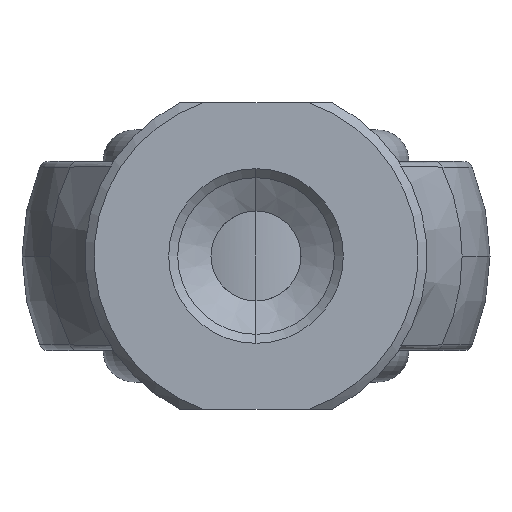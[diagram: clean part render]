
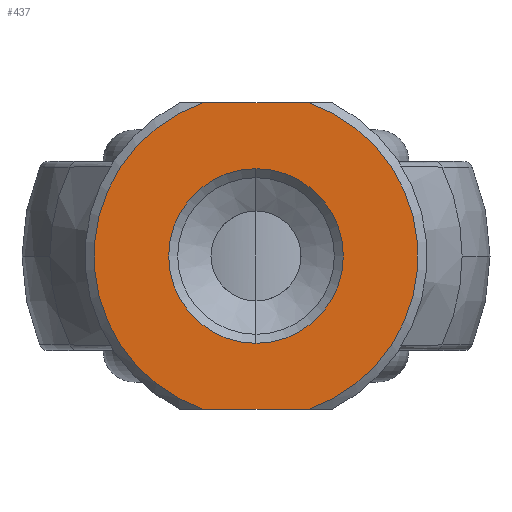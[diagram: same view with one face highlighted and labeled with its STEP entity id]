
A CAD part, left-side view. The second image highlights one B-rep face of the part: STEP entity #437.
In plain terms, the highlighted planar face has unit normal (-1, 0, 0).
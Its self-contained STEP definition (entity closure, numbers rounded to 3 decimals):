
#55 = VERTEX_POINT ( 'NONE', #136 ) ;
#65 = VERTEX_POINT ( 'NONE', #119 ) ;
#97 = VERTEX_POINT ( 'NONE', #147 ) ;
#101 = VERTEX_POINT ( 'NONE', #252 ) ;
#118 = VERTEX_POINT ( 'NONE', #223 ) ;
#119 = CARTESIAN_POINT ( 'NONE',  ( 0., 0., 4.85 ) ) ;
#136 = CARTESIAN_POINT ( 'NONE',  ( 0., 2.958, 8.5 ) ) ;
#147 = CARTESIAN_POINT ( 'NONE',  ( 0., 0., -4.85 ) ) ;
#153 = VERTEX_POINT ( 'NONE', #218 ) ;
#171 = DIRECTION ( 'NONE',  ( 0., 0., -1. ) ) ;
#175 = DIRECTION ( 'NONE',  ( 1., 0., 0. ) ) ;
#177 = PLANE ( 'NONE',  #1709 ) ;
#178 = CARTESIAN_POINT ( 'NONE',  ( 0., 4.35, 0. ) ) ;
#218 = CARTESIAN_POINT ( 'NONE',  ( 0., -2.958, -8.5 ) ) ;
#223 = CARTESIAN_POINT ( 'NONE',  ( 0., -2.958, 8.5 ) ) ;
#252 = CARTESIAN_POINT ( 'NONE',  ( 0., 2.958, -8.5 ) ) ;
#437 = ADVANCED_FACE ( 'NONE', ( #961, #960 ), #177, .F. ) ;
#597 = LINE ( 'NONE', #1579, #604 ) ;
#604 = VECTOR ( 'NONE', #1580, 1000. ) ;
#616 = ORIENTED_EDGE ( 'NONE', *, *, #1822, .T. ) ;
#618 = CIRCLE ( 'NONE', #1833, 9. ) ;
#738 = ORIENTED_EDGE ( 'NONE', *, *, #1886, .F. ) ;
#743 = ORIENTED_EDGE ( 'NONE', *, *, #1759, .T. ) ;
#745 = ORIENTED_EDGE ( 'NONE', *, *, #1824, .F. ) ;
#791 = EDGE_LOOP ( 'NONE', ( #738, #1046, #745, #743 ) ) ;
#792 = EDGE_LOOP ( 'NONE', ( #616, #1042 ) ) ;
#863 = VECTOR ( 'NONE', #1495, 1000. ) ;
#884 = CIRCLE ( 'NONE', #1863, 4.85 ) ;
#929 = LINE ( 'NONE', #1494, #863 ) ;
#960 = FACE_OUTER_BOUND ( 'NONE', #791, .T. ) ;
#961 = FACE_BOUND ( 'NONE', #792, .T. ) ;
#991 = CIRCLE ( 'NONE', #1861, 9. ) ;
#1014 = CIRCLE ( 'NONE', #1740, 4.85 ) ;
#1042 = ORIENTED_EDGE ( 'NONE', *, *, #1696, .T. ) ;
#1046 = ORIENTED_EDGE ( 'NONE', *, *, #1700, .T. ) ;
#1172 = CARTESIAN_POINT ( 'NONE',  ( 0., 0., 0. ) ) ;
#1173 = DIRECTION ( 'NONE',  ( 1., 0., 0. ) ) ;
#1174 = DIRECTION ( 'NONE',  ( 0., 0., -1. ) ) ;
#1183 = CARTESIAN_POINT ( 'NONE',  ( 0., 0., 0. ) ) ;
#1184 = DIRECTION ( 'NONE',  ( -1., 0., 0. ) ) ;
#1185 = DIRECTION ( 'NONE',  ( 0., 0., -1. ) ) ;
#1313 = CARTESIAN_POINT ( 'NONE',  ( 0., 0., 0. ) ) ;
#1315 = DIRECTION ( 'NONE',  ( -1., 0., 0. ) ) ;
#1316 = DIRECTION ( 'NONE',  ( 0., 0., -1. ) ) ;
#1485 = CARTESIAN_POINT ( 'NONE',  ( 0., 0., 0. ) ) ;
#1492 = DIRECTION ( 'NONE',  ( 1., 0., 0. ) ) ;
#1493 = DIRECTION ( 'NONE',  ( 0., 0., -1. ) ) ;
#1494 = CARTESIAN_POINT ( 'NONE',  ( 0., 4.243, 8.5 ) ) ;
#1495 = DIRECTION ( 'NONE',  ( 0., -1., 0. ) ) ;
#1579 = CARTESIAN_POINT ( 'NONE',  ( 0., 4.243, -8.5 ) ) ;
#1580 = DIRECTION ( 'NONE',  ( 0., 1., 0. ) ) ;
#1696 = EDGE_CURVE ( 'NONE', #97, #65, #884, .T. ) ;
#1700 = EDGE_CURVE ( 'NONE', #153, #118, #991, .T. ) ;
#1709 = AXIS2_PLACEMENT_3D ( 'NONE', #178, #175, #171 ) ;
#1740 = AXIS2_PLACEMENT_3D ( 'NONE', #1485, #1492, #1493 ) ;
#1759 = EDGE_CURVE ( 'NONE', #55, #101, #618, .T. ) ;
#1822 = EDGE_CURVE ( 'NONE', #65, #97, #1014, .T. ) ;
#1824 = EDGE_CURVE ( 'NONE', #55, #118, #929, .T. ) ;
#1833 = AXIS2_PLACEMENT_3D ( 'NONE', #1313, #1315, #1316 ) ;
#1861 = AXIS2_PLACEMENT_3D ( 'NONE', #1183, #1184, #1185 ) ;
#1863 = AXIS2_PLACEMENT_3D ( 'NONE', #1172, #1173, #1174 ) ;
#1886 = EDGE_CURVE ( 'NONE', #153, #101, #597, .T. ) ;
